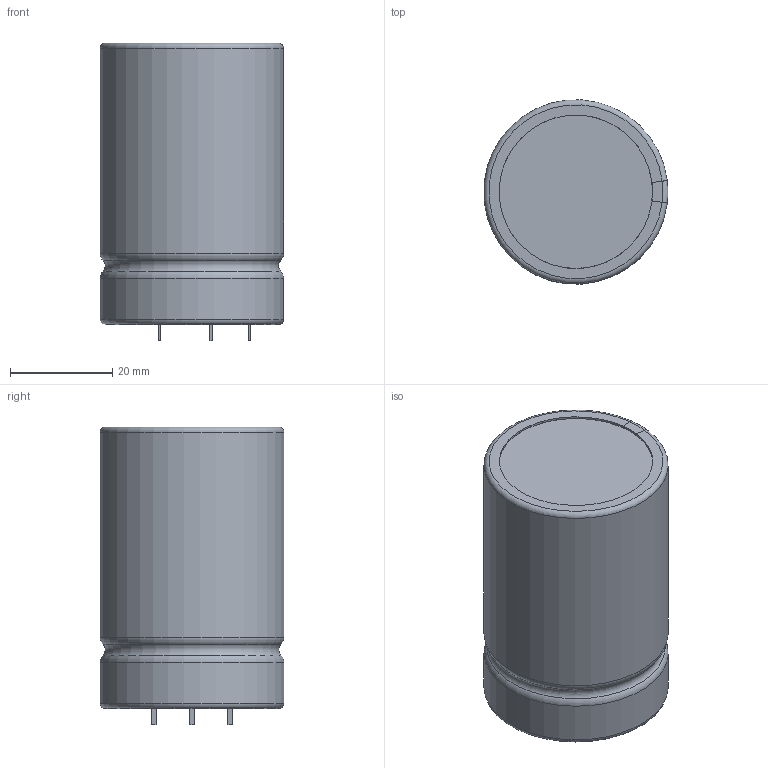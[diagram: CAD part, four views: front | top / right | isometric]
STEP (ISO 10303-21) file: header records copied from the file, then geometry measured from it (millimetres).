
FILE_DESCRIPTION((''),'2;1');
FILE_NAME('CAPPR_VISHAY_PED-PW(35X50).stp','2014-09-17T16:32:08',(''),(''),'Mechanical Desktop 2011','Mechanical Desktop 2011',', , ');
FILE_SCHEMA(('AUTOMOTIVE_DESIGN { 1 2 10303 214 1 1 1 1 }'));
Length unit declared in the file: millimetre
Products named in the file (1): Product
Bounding box: 35.93 x 35.92 x 58.2 mm (x, y, z)
Volume: 55118.5 mm3; surface area: 12420 mm2
Topology: 13 solids, 13 shells, 117 faces, 256 edges, 170 vertices
Faces by surface type: plane 79, cylinder 28, torus 10
Entity records: 3275 total; most frequent: DIRECTION 586, CARTESIAN_POINT 544, ORIENTED_EDGE 512, EDGE_CURVE 256, AXIS2_PLACEMENT_3D 212, VERTEX_POINT 170, VECTOR 162, LINE 162
